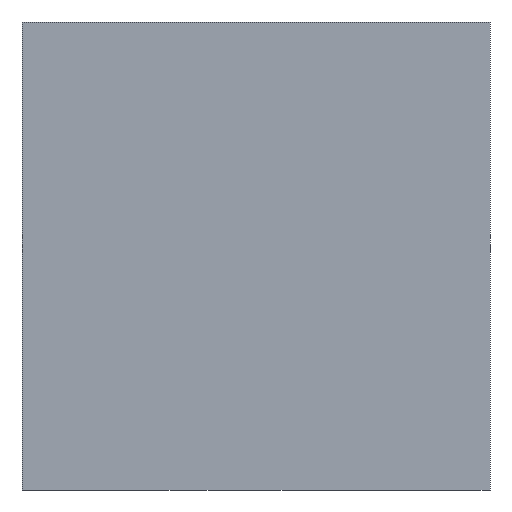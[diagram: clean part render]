
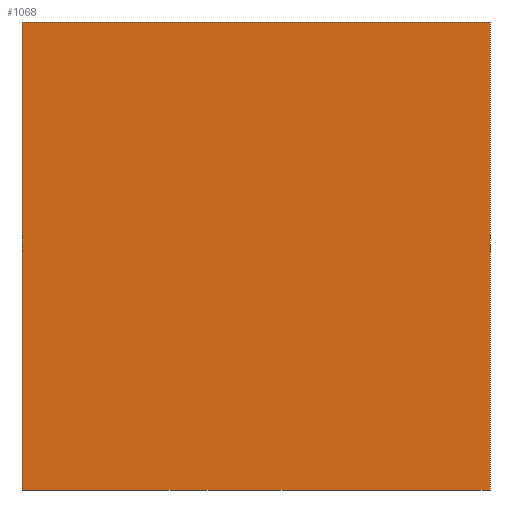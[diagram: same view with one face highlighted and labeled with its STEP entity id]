
A CAD part, front view. The second image highlights one B-rep face of the part: STEP entity #1068.
In plain terms, the highlighted planar face has unit normal (0, -1, 0).
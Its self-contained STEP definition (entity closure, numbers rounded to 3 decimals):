
#5=DIRECTION('',(0.,0.,-1.));
#6=VECTOR('',#5,24.);
#7=CARTESIAN_POINT('',(-12.,0.,12.));
#8=LINE('',#7,#6);
#102=DIRECTION('',(-1.,0.,0.));
#103=VECTOR('',#102,24.);
#104=CARTESIAN_POINT('',(12.,0.,12.));
#105=LINE('',#104,#103);
#321=DIRECTION('',(1.,0.,0.));
#322=VECTOR('',#321,24.);
#323=CARTESIAN_POINT('',(-12.,0.,-12.));
#324=LINE('',#323,#322);
#633=DIRECTION('',(0.,0.,1.));
#634=VECTOR('',#633,24.);
#635=CARTESIAN_POINT('',(12.,0.,-12.));
#636=LINE('',#635,#634);
#805=CARTESIAN_POINT('',(-12.,0.,12.));
#806=CARTESIAN_POINT('',(-12.,0.,-12.));
#807=VERTEX_POINT('',#805);
#808=VERTEX_POINT('',#806);
#809=CARTESIAN_POINT('',(12.,0.,12.));
#810=VERTEX_POINT('',#809);
#811=CARTESIAN_POINT('',(12.,0.,-12.));
#812=VERTEX_POINT('',#811);
#1053=CARTESIAN_POINT('',(0.,0.,0.));
#1054=DIRECTION('',(0.,1.,0.));
#1055=DIRECTION('',(1.,0.,0.));
#1056=AXIS2_PLACEMENT_3D('',#1053,#1054,#1055);
#1057=PLANE('',#1056);
#1059=ORIENTED_EDGE('',*,*,#1058,.F.);
#1061=ORIENTED_EDGE('',*,*,#1060,.F.);
#1063=ORIENTED_EDGE('',*,*,#1062,.F.);
#1065=ORIENTED_EDGE('',*,*,#1064,.F.);
#1066=EDGE_LOOP('',(#1059,#1061,#1063,#1065));
#1067=FACE_OUTER_BOUND('',#1066,.F.);
#1068=ADVANCED_FACE('',(#1067),#1057,.F.);
#1058=EDGE_CURVE('',#807,#808,#8,.T.);
#1060=EDGE_CURVE('',#810,#807,#105,.T.);
#1062=EDGE_CURVE('',#812,#810,#636,.T.);
#1064=EDGE_CURVE('',#808,#812,#324,.T.);
